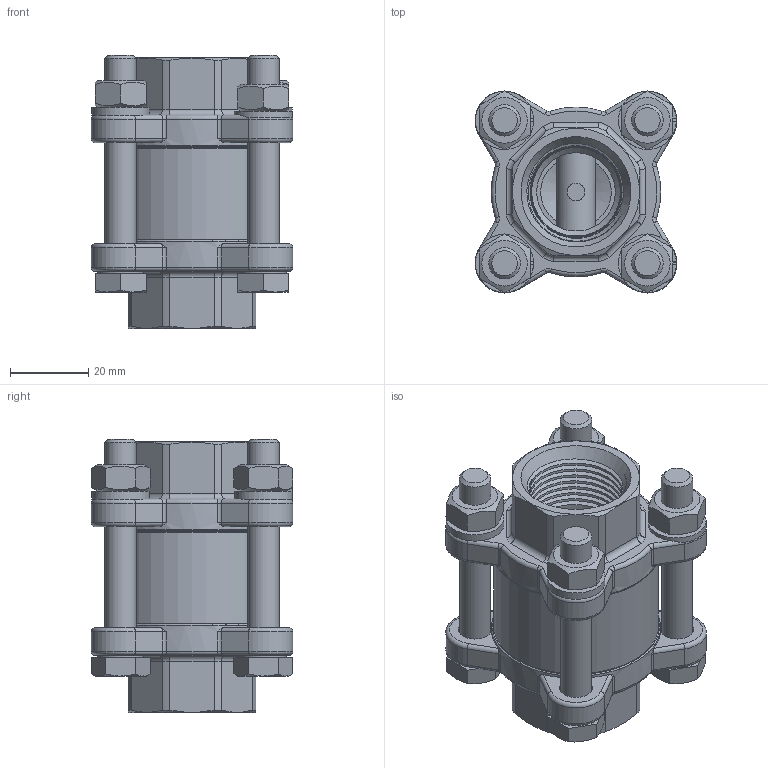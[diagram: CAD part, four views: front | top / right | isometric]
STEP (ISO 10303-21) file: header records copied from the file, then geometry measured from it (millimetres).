
FILE_DESCRIPTION((''),'2;1');
FILE_NAME('5110_020.stp','2013-02-05T10:23:53',('RL'),(''),'Autodesk Inventor 2012','Autodesk Inventor 2012','');
FILE_SCHEMA(('AUTOMOTIVE_DESIGN { 1 0 10303 214 1 1 1 1 }'));
Length unit declared in the file: millimetre
Products named in the file (1): 5110_020_Konturvereinfachung_1
Bounding box: 51.42 x 51.43 x 69.6 mm (x, y, z)
Volume: 74090.8 mm3; surface area: 35190.8 mm2
Topology: 1 solids, 2 shells, 682 faces, 1753 edges, 1112 vertices
Faces by surface type: plane 231, cylinder 170, bspline 104, torus 102, cone 75
Full cylindrical faces by diameter (mm): 4.5 x1, 7.5 x1, 8 x8, 8.5 x8, 10 x1, 11.63 x4, 18 x1, 20 x2, 22 x1, 24.5 x1, 26 x1, 32 x1, 34 x2, 38 x2, 42 x1
Entity records: 48561 total; most frequent: CARTESIAN_POINT 33529, ORIENTED_EDGE 3242, DIRECTION 2638, EDGE_CURVE 1621, VERTEX_POINT 1076, AXIS2_PLACEMENT_3D 1068, EDGE_LOOP 801, FACE_OUTER_BOUND 663
